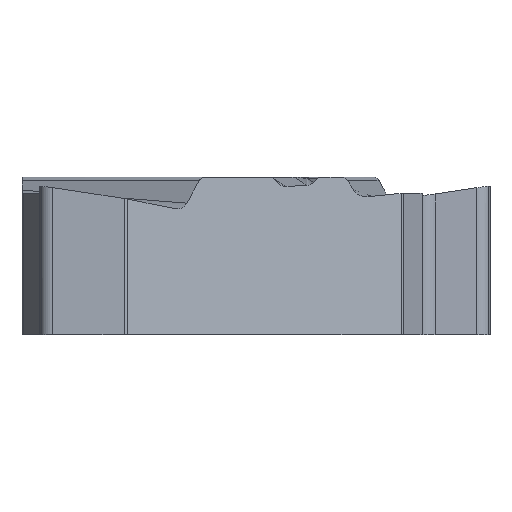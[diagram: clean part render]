
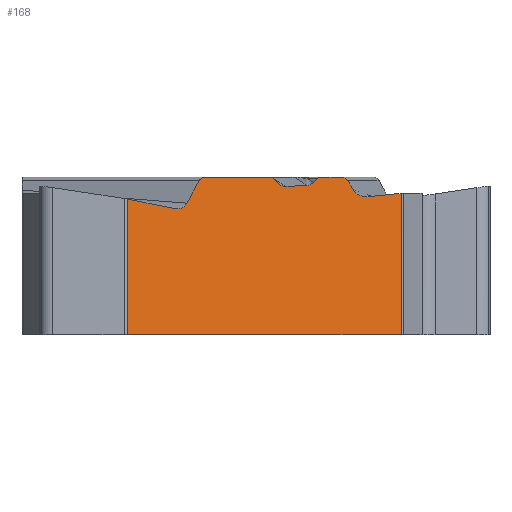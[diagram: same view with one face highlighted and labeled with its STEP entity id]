
A CAD part, front view. The second image highlights one B-rep face of the part: STEP entity #168.
In plain terms, the highlighted planar face has unit normal (0.5, -0.866, 0).
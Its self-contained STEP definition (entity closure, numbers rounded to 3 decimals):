
#168=ADVANCED_FACE('',(#301),#256,.F.);
#256=PLANE('',#1892);
#301=FACE_OUTER_BOUND('',#393,.T.);
#393=EDGE_LOOP('',(#611,#612,#613,#614,#615,#616,#617,#618,#619,#620,#621,
#622,#623,#624,#625,#626,#627,#628,#629,#630));
#497=ELLIPSE('',#1886,0.26,0.205);
#498=ELLIPSE('',#1887,0.15,0.15);
#499=ELLIPSE('',#1888,0.167,0.15);
#500=ELLIPSE('',#1889,0.221,0.205);
#501=ELLIPSE('',#1890,0.352,0.33);
#502=ELLIPSE('',#1891,0.432,0.33);
#611=ORIENTED_EDGE('',*,*,#1287,.F.);
#612=ORIENTED_EDGE('',*,*,#1288,.T.);
#613=ORIENTED_EDGE('',*,*,#1289,.F.);
#614=ORIENTED_EDGE('',*,*,#1290,.F.);
#615=ORIENTED_EDGE('',*,*,#1291,.F.);
#616=ORIENTED_EDGE('',*,*,#1292,.F.);
#617=ORIENTED_EDGE('',*,*,#1293,.F.);
#618=ORIENTED_EDGE('',*,*,#1294,.F.);
#619=ORIENTED_EDGE('',*,*,#1295,.F.);
#620=ORIENTED_EDGE('',*,*,#1296,.F.);
#621=ORIENTED_EDGE('',*,*,#1297,.F.);
#622=ORIENTED_EDGE('',*,*,#1298,.F.);
#623=ORIENTED_EDGE('',*,*,#1299,.F.);
#624=ORIENTED_EDGE('',*,*,#1300,.T.);
#625=ORIENTED_EDGE('',*,*,#1301,.F.);
#626=ORIENTED_EDGE('',*,*,#1302,.T.);
#627=ORIENTED_EDGE('',*,*,#1303,.F.);
#628=ORIENTED_EDGE('',*,*,#1304,.T.);
#629=ORIENTED_EDGE('',*,*,#1305,.F.);
#630=ORIENTED_EDGE('',*,*,#1306,.T.);
#1103=VERTEX_POINT('',#3132);
#1104=VERTEX_POINT('',#3133);
#1105=VERTEX_POINT('',#3135);
#1106=VERTEX_POINT('',#3137);
#1107=VERTEX_POINT('',#3139);
#1108=VERTEX_POINT('',#3141);
#1109=VERTEX_POINT('',#3155);
#1110=VERTEX_POINT('',#3157);
#1111=VERTEX_POINT('',#3171);
#1112=VERTEX_POINT('',#3173);
#1113=VERTEX_POINT('',#3175);
#1114=VERTEX_POINT('',#3177);
#1115=VERTEX_POINT('',#3179);
#1116=VERTEX_POINT('',#3181);
#1117=VERTEX_POINT('',#3183);
#1118=VERTEX_POINT('',#3185);
#1119=VERTEX_POINT('',#3187);
#1120=VERTEX_POINT('',#3189);
#1121=VERTEX_POINT('',#3191);
#1122=VERTEX_POINT('',#3193);
#1287=EDGE_CURVE('',#1103,#1104,#1515,.T.);
#1288=EDGE_CURVE('',#1103,#1105,#497,.T.);
#1289=EDGE_CURVE('',#1106,#1105,#1516,.T.);
#1290=EDGE_CURVE('',#1107,#1106,#498,.T.);
#1291=EDGE_CURVE('',#1108,#1107,#1517,.T.);
#1292=EDGE_CURVE('',#1109,#1108,#1794,.T.);
#1293=EDGE_CURVE('',#1110,#1109,#1518,.T.);
#1294=EDGE_CURVE('',#1111,#1110,#1795,.T.);
#1295=EDGE_CURVE('',#1112,#1111,#1519,.T.);
#1296=EDGE_CURVE('',#1113,#1112,#499,.T.);
#1297=EDGE_CURVE('',#1114,#1113,#1520,.T.);
#1298=EDGE_CURVE('',#1115,#1114,#500,.T.);
#1299=EDGE_CURVE('',#1116,#1115,#1521,.T.);
#1300=EDGE_CURVE('',#1116,#1117,#501,.T.);
#1301=EDGE_CURVE('',#1118,#1117,#1522,.T.);
#1302=EDGE_CURVE('',#1118,#1119,#1523,.T.);
#1303=EDGE_CURVE('',#1120,#1119,#1524,.T.);
#1304=EDGE_CURVE('',#1120,#1121,#1525,.T.);
#1305=EDGE_CURVE('',#1122,#1121,#1526,.T.);
#1306=EDGE_CURVE('',#1122,#1104,#502,.T.);
#1515=LINE('',#3131,#1668);
#1516=LINE('',#3136,#1669);
#1517=LINE('',#3140,#1670);
#1518=LINE('',#3156,#1671);
#1519=LINE('',#3172,#1672);
#1520=LINE('',#3176,#1673);
#1521=LINE('',#3180,#1674);
#1522=LINE('',#3184,#1675);
#1523=LINE('',#3186,#1676);
#1524=LINE('',#3188,#1677);
#1525=LINE('',#3190,#1678);
#1526=LINE('',#3192,#1679);
#1668=VECTOR('',#2148,1.);
#1669=VECTOR('',#2151,1.);
#1670=VECTOR('',#2154,1.);
#1671=VECTOR('',#2155,1.);
#1672=VECTOR('',#2156,1.);
#1673=VECTOR('',#2159,1.);
#1674=VECTOR('',#2162,1.);
#1675=VECTOR('',#2165,1.);
#1676=VECTOR('',#2166,1.);
#1677=VECTOR('',#2167,1.);
#1678=VECTOR('',#2168,1.);
#1679=VECTOR('',#2169,1.);
#1794=B_SPLINE_CURVE_WITH_KNOTS('',3,(#3142,#3143,#3144,#3145,#3146,#3147,
#3148,#3149,#3150,#3151,#3152,#3153,#3154),.UNSPECIFIED.,.F.,.F.,(4,3,3,
3,4),(0.,0.249,0.498,0.746,1.),
 .UNSPECIFIED.);
#1795=B_SPLINE_CURVE_WITH_KNOTS('',3,(#3158,#3159,#3160,#3161,#3162,#3163,
#3164,#3165,#3166,#3167,#3168,#3169,#3170),.UNSPECIFIED.,.F.,.F.,(4,3,3,
3,4),(0.,0.234,0.468,0.701,1.),
 .UNSPECIFIED.);
#1886=AXIS2_PLACEMENT_3D('',#3134,#2149,#2150);
#1887=AXIS2_PLACEMENT_3D('',#3138,#2152,#2153);
#1888=AXIS2_PLACEMENT_3D('',#3174,#2157,#2158);
#1889=AXIS2_PLACEMENT_3D('',#3178,#2160,#2161);
#1890=AXIS2_PLACEMENT_3D('',#3182,#2163,#2164);
#1891=AXIS2_PLACEMENT_3D('',#3194,#2170,#2171);
#1892=AXIS2_PLACEMENT_3D('',#3195,#2172,#2173);
#2148=DIRECTION('',(0.521,0.301,-0.799));
#2149=DIRECTION('',(0.5,-0.866,0.));
#2150=DIRECTION('',(0.866,0.5,0.));
#2151=DIRECTION('',(0.866,0.5,0.));
#2152=DIRECTION('',(-0.5,0.866,0.));
#2153=DIRECTION('',(0.866,0.5,0.));
#2154=DIRECTION('',(0.658,0.38,0.651));
#2155=DIRECTION('',(0.865,0.5,0.043));
#2156=DIRECTION('',(0.686,0.396,-0.611));
#2157=DIRECTION('',(-0.5,0.866,0.));
#2158=DIRECTION('',(-0.866,-0.5,0.));
#2159=DIRECTION('',(0.866,0.5,0.));
#2160=DIRECTION('',(-0.5,0.866,0.));
#2161=DIRECTION('',(-0.866,-0.5,0.));
#2162=DIRECTION('',(0.467,0.27,0.842));
#2163=DIRECTION('',(-0.5,0.866,0.));
#2164=DIRECTION('',(-0.853,-0.492,0.174));
#2165=DIRECTION('',(0.853,0.492,-0.174));
#2166=DIRECTION('',(0.,0.,-1.));
#2167=DIRECTION('',(-0.866,-0.5,0.));
#2168=DIRECTION('',(0.,0.,1.));
#2169=DIRECTION('',(0.863,0.498,0.088));
#2170=DIRECTION('',(-0.5,0.866,0.));
#2171=DIRECTION('',(-0.862,-0.498,0.093));
#2172=DIRECTION('',(-0.5,0.866,0.));
#2173=DIRECTION('',(0.,0.,-1.));
#3131=CARTESIAN_POINT('',(2.449,-4.085,2.45));
#3132=CARTESIAN_POINT('',(3.95,-3.219,0.15));
#3133=CARTESIAN_POINT('',(4.113,-3.125,-0.1));
#3134=CARTESIAN_POINT('',(3.756,-3.331,0.045));
#3135=CARTESIAN_POINT('',(3.756,-3.331,0.25));
#3136=CARTESIAN_POINT('',(-0.367,-5.711,0.25));
#3137=CARTESIAN_POINT('',(3.222,-3.639,0.25));
#3138=CARTESIAN_POINT('',(3.222,-3.639,0.1));
#3139=CARTESIAN_POINT('',(3.137,-3.688,0.214));
#3140=CARTESIAN_POINT('',(1.025,-4.907,-1.876));
#3141=CARTESIAN_POINT('',(3.029,-3.75,0.107));
#3142=CARTESIAN_POINT('',(2.857,-3.85,0.028));
#3143=CARTESIAN_POINT('',(2.873,-3.841,0.029));
#3144=CARTESIAN_POINT('',(2.888,-3.832,0.032));
#3145=CARTESIAN_POINT('',(2.904,-3.823,0.035));
#3146=CARTESIAN_POINT('',(2.919,-3.814,0.039));
#3147=CARTESIAN_POINT('',(2.934,-3.805,0.044));
#3148=CARTESIAN_POINT('',(2.949,-3.797,0.051));
#3149=CARTESIAN_POINT('',(2.963,-3.789,0.058));
#3150=CARTESIAN_POINT('',(2.977,-3.78,0.066));
#3151=CARTESIAN_POINT('',(2.99,-3.773,0.075));
#3152=CARTESIAN_POINT('',(3.004,-3.765,0.084));
#3153=CARTESIAN_POINT('',(3.017,-3.757,0.095));
#3154=CARTESIAN_POINT('',(3.029,-3.75,0.107));
#3155=CARTESIAN_POINT('',(2.857,-3.85,0.028));
#3156=CARTESIAN_POINT('',(-0.362,-5.708,-0.13));
#3157=CARTESIAN_POINT('',(2.296,-4.173,0.001));
#3158=CARTESIAN_POINT('',(2.124,-4.273,0.063));
#3159=CARTESIAN_POINT('',(2.136,-4.266,0.052));
#3160=CARTESIAN_POINT('',(2.148,-4.259,0.043));
#3161=CARTESIAN_POINT('',(2.161,-4.252,0.036));
#3162=CARTESIAN_POINT('',(2.173,-4.245,0.028));
#3163=CARTESIAN_POINT('',(2.186,-4.237,0.021));
#3164=CARTESIAN_POINT('',(2.2,-4.229,0.016));
#3165=CARTESIAN_POINT('',(2.214,-4.221,0.011));
#3166=CARTESIAN_POINT('',(2.228,-4.213,0.007));
#3167=CARTESIAN_POINT('',(2.242,-4.205,0.004));
#3168=CARTESIAN_POINT('',(2.26,-4.195,0.001));
#3169=CARTESIAN_POINT('',(2.278,-4.184,0.));
#3170=CARTESIAN_POINT('',(2.296,-4.173,0.001));
#3171=CARTESIAN_POINT('',(2.124,-4.273,0.063));
#3172=CARTESIAN_POINT('',(4.034,-3.17,-1.639));
#3173=CARTESIAN_POINT('',(1.954,-4.371,0.214));
#3174=CARTESIAN_POINT('',(1.861,-4.425,0.1));
#3175=CARTESIAN_POINT('',(1.861,-4.425,0.25));
#3176=CARTESIAN_POINT('',(5.129,-2.538,0.25));
#3177=CARTESIAN_POINT('',(0.14,-5.418,0.25));
#3178=CARTESIAN_POINT('',(0.14,-5.418,0.045));
#3179=CARTESIAN_POINT('',(-0.024,-5.513,0.15));
#3180=CARTESIAN_POINT('',(1.416,-4.682,2.746));
#3181=CARTESIAN_POINT('',(-0.355,-5.704,-0.447));
#3182=CARTESIAN_POINT('',(-0.616,-5.855,-0.271));
#3183=CARTESIAN_POINT('',(-0.666,-5.884,-0.596));
#3184=CARTESIAN_POINT('',(4.866,-2.69,-1.723));
#3185=CARTESIAN_POINT('',(-1.93,-6.614,-0.339));
#3186=CARTESIAN_POINT('',(-1.93,-6.614,-5.47));
#3187=CARTESIAN_POINT('',(-1.93,-6.614,-3.97));
#3188=CARTESIAN_POINT('',(-0.367,-5.711,-3.97));
#3189=CARTESIAN_POINT('',(5.376,-2.395,-3.97));
#3190=CARTESIAN_POINT('',(5.376,-2.395,3.25));
#3191=CARTESIAN_POINT('',(5.376,-2.395,-0.185));
#3192=CARTESIAN_POINT('',(-0.308,-5.677,-0.763));
#3193=CARTESIAN_POINT('',(4.495,-2.904,-0.274));
#3194=CARTESIAN_POINT('',(4.434,-2.939,0.055));
#3195=CARTESIAN_POINT('',(-0.367,-5.711,0.));
